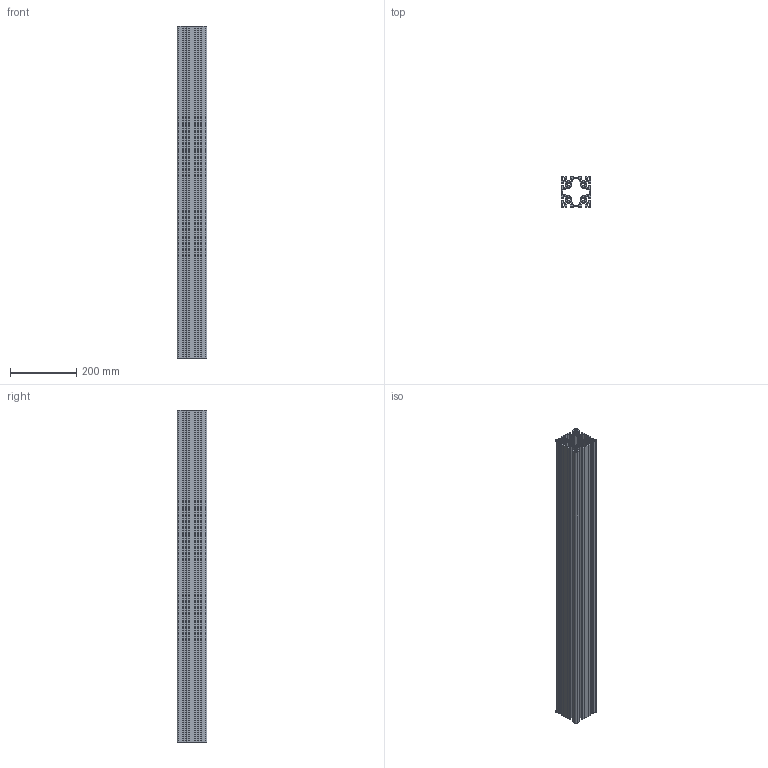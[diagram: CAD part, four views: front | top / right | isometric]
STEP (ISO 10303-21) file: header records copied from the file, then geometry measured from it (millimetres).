
FILE_DESCRIPTION(/* description */ (''),/* implementation_level */ '2;1');
FILE_NAME(/* name */ '80081_KriTec_Profil_10_90x90_leicht.stp',/* time_stamp */ '2014-09-08T08:29:37+02:00',/* author */ ('kostic'),/* organization */ (''),/* preprocessor_version */ 'ST-DEVELOPER v15.2',/* originating_system */ 'Autodesk Inventor 2014',/* authorisation */ '');
FILE_SCHEMA (('AUTOMOTIVE_DESIGN { 1 0 10303 214 3 1 1 }'));
Length unit declared in the file: millimetre
Products named in the file (1): 80081_KriTec_Profil_10_90x90_leicht
Bounding box: 90 x 90 x 1000 mm (x, y, z)
Volume: 2372171.4 mm3; surface area: 1399161.6 mm2
Topology: 1 solids, 1 shells, 482 faces, 1440 edges, 960 vertices
Faces by surface type: plane 246, cylinder 236
Entity records: 16393 total; most frequent: CARTESIAN_POINT 2883, ORIENTED_EDGE 2880, DIRECTION 2878, EDGE_CURVE 1440, LINE 968, VECTOR 968, VERTEX_POINT 960, AXIS2_PLACEMENT_3D 955
